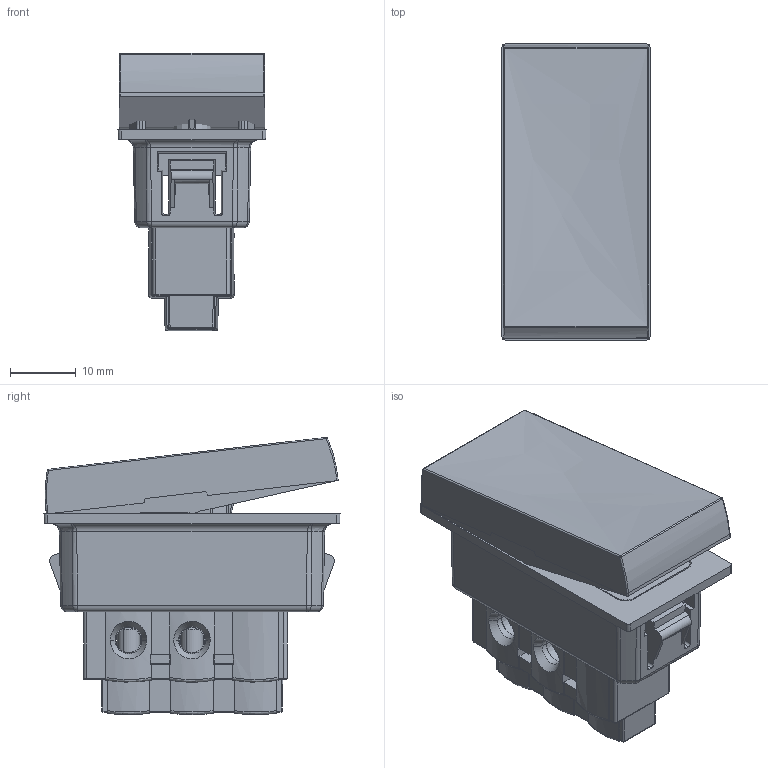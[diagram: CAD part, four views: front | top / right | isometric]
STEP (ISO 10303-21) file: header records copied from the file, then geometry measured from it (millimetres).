
FILE_DESCRIPTION(('CATIA V5 STEP Exchange','CAx-IF Rec.Pracs.--- Model Styling and Organization---1.5--- 2016-08-15','CAx-IF Rec.Pracs.---Supplemental Geometry---1.0---2011-11-01','CAx-IF Rec.Pracs.--- Composite Materials ---1.1---2010-07-15'),'2;1');
FILE_NAME('572000.stp','2022-10-27T14:32:24+00:00',('none'),('none'),'CATIA Version 5-6 Release 2020 SP3','CATIA V5 STEP AP214 v2','none');
FILE_SCHEMA(('AUTOMOTIVE_DESIGN { 1 0 10303 214 1 1 1 1 }'));
Products named in the file (1): 6AX Switch SP 2 way with indicator 1 mod_AllCATPart
Bounding box: 22.52 x 45.05 x 42.2 mm (x, y, z)
Volume: 16779.2 mm3; surface area: 17297 mm2
Topology: 10 solids, 10 shells, 1188 faces, 3313 edges, 2103 vertices
Faces by surface type: plane 595, cylinder 294, cone 110, bspline 105, torus 45, sphere 39
Entity records: 43264 total; most frequent: CARTESIAN_POINT 16453, ORIENTED_EDGE 6528, DIRECTION 3556, EDGE_CURVE 3264, VERTEX_POINT 2103, B_SPLINE_CURVE_WITH_KNOTS 1508, VECTOR 1356, LINE 1356
